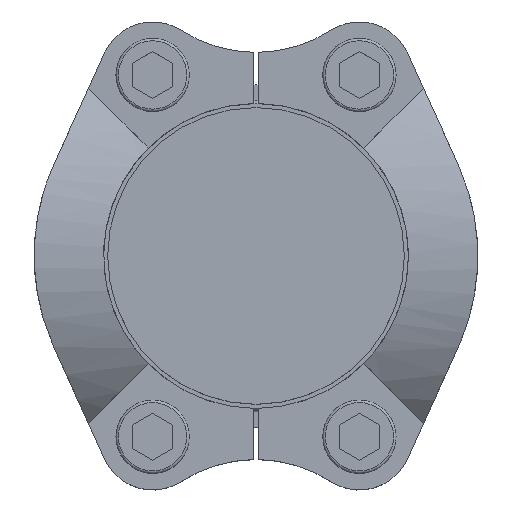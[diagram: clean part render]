
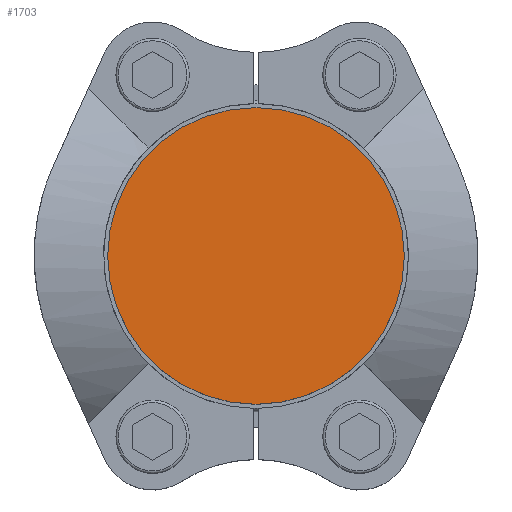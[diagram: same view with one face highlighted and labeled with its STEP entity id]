
A CAD part, top view. The second image highlights one B-rep face of the part: STEP entity #1703.
In plain terms, the highlighted planar face has unit normal (0, 0, 1).
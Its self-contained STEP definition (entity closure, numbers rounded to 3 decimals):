
#542=ORIENTED_EDGE('',*,*,#922,.F.);
#922=EDGE_CURVE('',#1119,#1119,#1250,.T.);
#1119=VERTEX_POINT('',#2815);
#1250=CIRCLE('',#1891,36.45);
#1334=EDGE_LOOP('',(#542));
#1494=FACE_BOUND('',#1334,.T.);
#1615=PLANE('',#1890);
#1703=ADVANCED_FACE('',(#1494),#1615,.F.);
#1890=AXIS2_PLACEMENT_3D('',#2813,#2245,#2246);
#1891=AXIS2_PLACEMENT_3D('',#2814,#2247,#2248);
#2245=DIRECTION('',(0.,0.,-1.));
#2246=DIRECTION('',(-1.,0.,0.));
#2247=DIRECTION('',(0.,0.,-1.));
#2248=DIRECTION('',(-1.,0.,0.));
#2813=CARTESIAN_POINT('',(0.,0.,19.));
#2814=CARTESIAN_POINT('',(0.,0.,19.));
#2815=CARTESIAN_POINT('',(-36.45,0.,19.));
